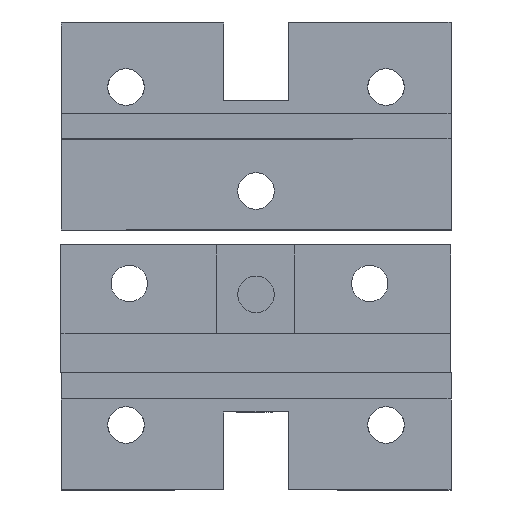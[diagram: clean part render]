
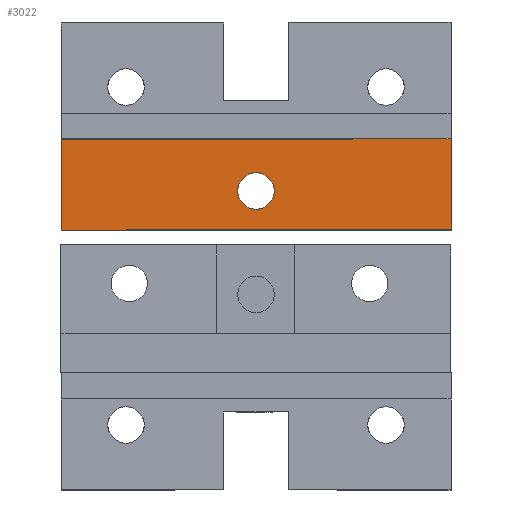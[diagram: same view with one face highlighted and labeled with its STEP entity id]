
A CAD part, left-side view. The second image highlights one B-rep face of the part: STEP entity #3022.
In plain terms, the highlighted planar face has unit normal (-1, 0, 0).
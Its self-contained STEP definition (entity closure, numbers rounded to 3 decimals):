
#42=FACE_BOUND('',#389,.T.);
#106=PLANE('',#3226);
#226=FACE_OUTER_BOUND('',#388,.T.);
#388=EDGE_LOOP('',(#2422,#2423,#2424,#2425));
#389=EDGE_LOOP('',(#2426));
#520=CIRCLE('',#3225,1.4);
#627=LINE('',#4356,#950);
#775=LINE('',#5334,#1098);
#780=LINE('',#5343,#1103);
#782=LINE('',#5351,#1105);
#950=VECTOR('',#3385,10.);
#1098=VECTOR('',#3681,10.);
#1103=VECTOR('',#3688,10.);
#1105=VECTOR('',#3698,10.);
#1289=VERTEX_POINT('',#4354);
#1290=VERTEX_POINT('',#4355);
#1405=VERTEX_POINT('',#5333);
#1408=VERTEX_POINT('',#5341);
#1410=VERTEX_POINT('',#5347);
#1591=EDGE_CURVE('',#1289,#1290,#627,.T.);
#1769=EDGE_CURVE('',#1405,#1290,#775,.T.);
#1774=EDGE_CURVE('',#1289,#1408,#780,.T.);
#1777=EDGE_CURVE('',#1410,#1410,#520,.T.);
#1778=EDGE_CURVE('',#1408,#1405,#782,.T.);
#2422=ORIENTED_EDGE('',*,*,#1778,.T.);
#2423=ORIENTED_EDGE('',*,*,#1769,.T.);
#2424=ORIENTED_EDGE('',*,*,#1591,.F.);
#2425=ORIENTED_EDGE('',*,*,#1774,.T.);
#2426=ORIENTED_EDGE('',*,*,#1777,.T.);
#3022=ADVANCED_FACE('',(#226,#42),#106,.T.);
#3225=AXIS2_PLACEMENT_3D('',#5349,#3694,#3695);
#3226=AXIS2_PLACEMENT_3D('',#5350,#3696,#3697);
#3385=DIRECTION('',(0.,-1.,0.));
#3681=DIRECTION('',(0.,0.,1.));
#3688=DIRECTION('',(0.,0.,-1.));
#3694=DIRECTION('center_axis',(1.,0.,0.));
#3695=DIRECTION('ref_axis',(0.,-1.,0.));
#3696=DIRECTION('center_axis',(-1.,0.,0.));
#3697=DIRECTION('ref_axis',(0.,0.,
-1.));
#3698=DIRECTION('',(0.,-1.,0.));
#4354=CARTESIAN_POINT('',(-74.8,15.,0.));
#4355=CARTESIAN_POINT('',(-74.8,-15.,0.));
#4356=CARTESIAN_POINT('',(-74.8,7.5,0.));
#5333=CARTESIAN_POINT('',(-74.8,-15.,-7.));
#5334=CARTESIAN_POINT('',(-74.8,-15.,-7.));
#5341=CARTESIAN_POINT('',(-74.8,15.,-7.));
#5343=CARTESIAN_POINT('',(-74.8,15.,-7.));
#5347=CARTESIAN_POINT('',(-74.8,1.4,-4.));
#5349=CARTESIAN_POINT('Origin',(-74.8,0.,
-4.));
#5350=CARTESIAN_POINT('Origin',(-74.8,0.,
-7.));
#5351=CARTESIAN_POINT('',(-74.8,0.,-7.));
